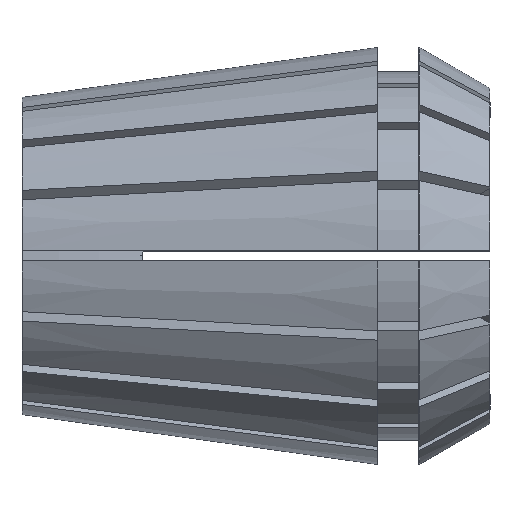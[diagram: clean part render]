
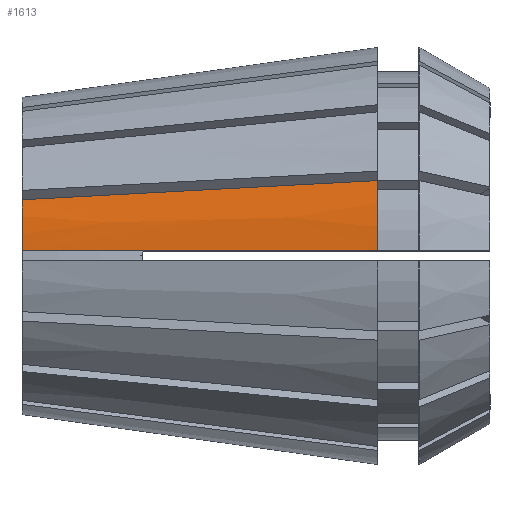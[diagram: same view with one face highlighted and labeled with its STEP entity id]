
A CAD part, top view. The second image highlights one B-rep face of the part: STEP entity #1613.
In plain terms, the highlighted conical face has half-angle 8 degrees and reference radius 20.5 mm.
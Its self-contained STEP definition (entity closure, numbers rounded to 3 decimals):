
#76 = VERTEX_POINT ( 'NONE', #2572 ) ;
#132 = CARTESIAN_POINT ( 'NONE',  ( 32.452, 0.5, 20.15 ) ) ;
#192 = DIRECTION ( 'NONE',  ( 1., 0., 0. ) ) ;
#304 = CARTESIAN_POINT ( 'NONE',  ( 0., 0.5, 15.587 ) ) ;
#349 = DIRECTION ( 'NONE',  ( -1., 0., 0. ) ) ;
#364 = AXIS2_PLACEMENT_3D ( 'NONE', #5529, #192, #1958 ) ;
#579 = CARTESIAN_POINT ( 'NONE',  ( 13.678, 0.5, 17.511 ) ) ;
#678 = CIRCLE ( 'NONE', #4065, 20.5 ) ;
#698 = AXIS2_PLACEMENT_3D ( 'NONE', #4735, #4750, #4631 ) ;
#832 = EDGE_CURVE ( 'NONE', #1323, #4259, #3627, .T. ) ;
#1044 = CARTESIAN_POINT ( 'NONE',  ( 2.86, 0.5, 15.99 ) ) ;
#1313 = CARTESIAN_POINT ( 'NONE',  ( 11.633, 6.129, 16.104 ) ) ;
#1323 = VERTEX_POINT ( 'NONE', #304 ) ;
#1486 = CARTESIAN_POINT ( 'NONE',  ( 0., 0.5, 15.587 ) ) ;
#1613 = ADVANCED_FACE ( 'NONE', ( #4419 ), #5333, .T. ) ;
#1710 = CARTESIAN_POINT ( 'NONE',  ( 34.9, 7.381, 19.126 ) ) ;
#1958 = DIRECTION ( 'NONE',  ( 0., 0., -1. ) ) ;
#2069 = ORIENTED_EDGE ( 'NONE', *, *, #2574, .F. ) ;
#2115 = EDGE_LOOP ( 'NONE', ( #5602, #3867, #5488, #2069 ) ) ;
#2329 = CARTESIAN_POINT ( 'NONE',  ( 34.9, 0.5, 20.494 ) ) ;
#2436 = VERTEX_POINT ( 'NONE', #1710 ) ;
#2446 = EDGE_CURVE ( 'NONE', #2436, #4259, #3652, .T. ) ;
#2572 = CARTESIAN_POINT ( 'NONE',  ( 34.9, 0.5, 20.494 ) ) ;
#2574 = EDGE_CURVE ( 'NONE', #76, #1323, #5291, .T. ) ;
#2651 = CARTESIAN_POINT ( 'NONE',  ( 23.267, 6.755, 17.615 ) ) ;
#2803 = CARTESIAN_POINT ( 'NONE',  ( 33.268, 0.5, 20.265 ) ) ;
#3004 = CARTESIAN_POINT ( 'NONE',  ( 34.9, 0., 0. ) ) ;
#3239 = CARTESIAN_POINT ( 'NONE',  ( 23.065, 0.5, 18.83 ) ) ;
#3451 = DIRECTION ( 'NONE',  ( 0., 0., 1. ) ) ;
#3627 = CIRCLE ( 'NONE', #698, 15.595 ) ;
#3652 = B_SPLINE_CURVE_WITH_KNOTS ( 'NONE', 3,
 ( #3950, #2651, #1313, #4875 ),
 .UNSPECIFIED., .F., .F.,
 ( 4, 4 ),
 ( 0., 0.035 ),
 .UNSPECIFIED. ) ;
#3706 = CARTESIAN_POINT ( 'NONE',  ( 4.29, 0.5, 16.191 ) ) ;
#3867 = ORIENTED_EDGE ( 'NONE', *, *, #2446, .T. ) ;
#3950 = CARTESIAN_POINT ( 'NONE',  ( 34.9, 7.381, 19.126 ) ) ;
#4065 = AXIS2_PLACEMENT_3D ( 'NONE', #3004, #349, #3451 ) ;
#4142 = CARTESIAN_POINT ( 'NONE',  ( 1.43, 0.5, 15.789 ) ) ;
#4259 = VERTEX_POINT ( 'NONE', #5667 ) ;
#4283 = EDGE_CURVE ( 'NONE', #76, #2436, #678, .T. ) ;
#4419 = FACE_OUTER_BOUND ( 'NONE', #2115, .T. ) ;
#4631 = DIRECTION ( 'NONE',  ( 0., 0., 1. ) ) ;
#4735 = CARTESIAN_POINT ( 'NONE',  ( 0., 0., 0. ) ) ;
#4750 = DIRECTION ( 'NONE',  ( -1., 0., 0. ) ) ;
#4875 = CARTESIAN_POINT ( 'NONE',  ( 0., 5.503, 14.592 ) ) ;
#5027 = CARTESIAN_POINT ( 'NONE',  ( 34.084, 0.5, 20.38 ) ) ;
#5291 = B_SPLINE_CURVE_WITH_KNOTS ( 'NONE', 3,
 ( #2329, #5027, #2803, #132, #3239, #579, #3706, #1044, #4142, #1486 ),
 .UNSPECIFIED., .F., .F.,
 ( 4, 3, 3, 4 ),
 ( 0.076, 0.079, 0.107, 0.111 ),
 .UNSPECIFIED. ) ;
#5333 = CONICAL_SURFACE ( 'NONE', #364, 20.5, 0.14 ) ;
#5488 = ORIENTED_EDGE ( 'NONE', *, *, #832, .F. ) ;
#5529 = CARTESIAN_POINT ( 'NONE',  ( 34.9, 0., 0. ) ) ;
#5602 = ORIENTED_EDGE ( 'NONE', *, *, #4283, .T. ) ;
#5667 = CARTESIAN_POINT ( 'NONE',  ( 0., 5.503, 14.592 ) ) ;
